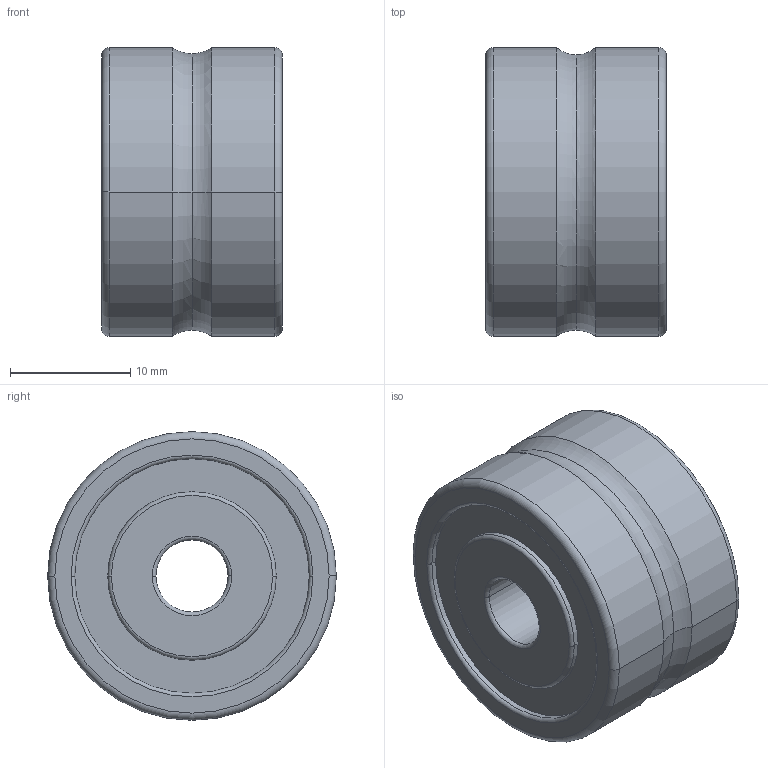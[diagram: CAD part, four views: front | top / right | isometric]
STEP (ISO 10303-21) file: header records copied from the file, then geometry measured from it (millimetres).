
FILE_DESCRIPTION (( 'STEP AP214' ), '1' );
FILE_NAME ('R341400206.stp.STEP', '2023-12-19T22:57:32', ( '' ), ( '' ), 'SwSTEP 2.0', 'SolidWorks 2023', '' );
FILE_SCHEMA (( 'AUTOMOTIVE_DESIGN' ));
Length unit declared in the file: inch
Products named in the file (1): R341400206.stp
Bounding box: 15 x 24 x 24 mm (x, y, z)
Volume: 4094.7 mm3; surface area: 4732.2 mm2
Topology: 9 solids, 17 shells, 138 faces, 323 edges, 171 vertices
Faces by surface type: sphere 56, cylinder 34, torus 32, plane 12, cone 4
Entity records: 3549 total; most frequent: CARTESIAN_POINT 726, DIRECTION 681, ORIENTED_EDGE 454, AXIS2_PLACEMENT_3D 321, EDGE_CURVE 227, CIRCLE 182, EDGE_LOOP 150, ADVANCED_FACE 138
